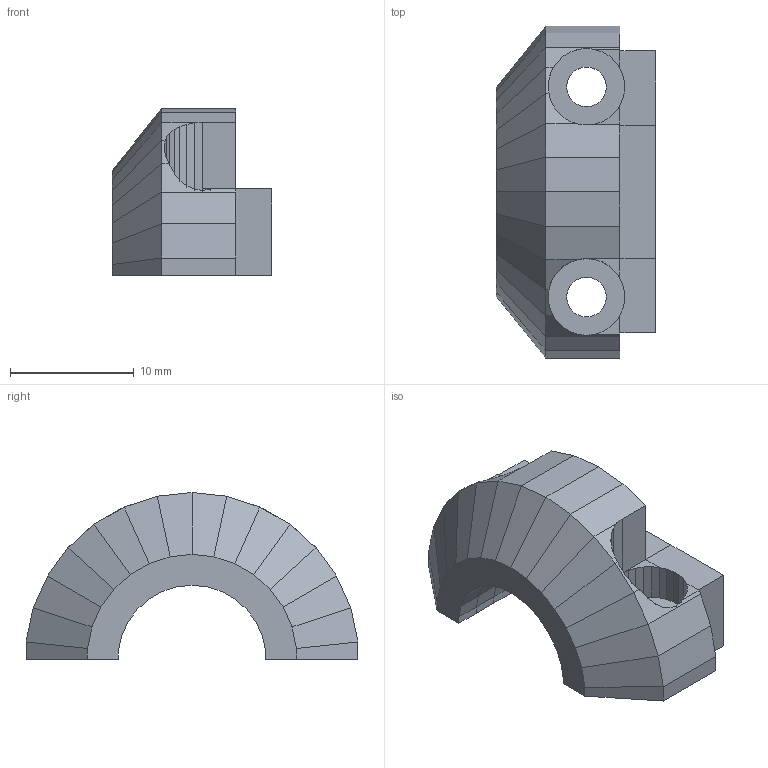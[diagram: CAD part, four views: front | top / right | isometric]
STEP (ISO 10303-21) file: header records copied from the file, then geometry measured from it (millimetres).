
FILE_DESCRIPTION(('FreeCAD Model'),'2;1');
FILE_NAME('Extruder-cable-clip_R3.step','2018-10-02T09:12:29',('Author'),(''), 'Open CASCADE STEP processor 6.8','FreeCAD','Unknown');
FILE_SCHEMA(('AUTOMOTIVE_DESIGN { 1 0 10303 214 1 1 1 1 }'));
Length unit declared in the file: millimetre
Products named in the file (1): difference002
Bounding box: 12.9 x 26.85 x 13.5 mm (x, y, z)
Volume: 1765.4 mm3; surface area: 1460.2 mm2
Topology: 1 solids, 1 shells, 330 faces, 867 edges, 539 vertices
Faces by surface type: plane 314, bspline 16
Entity records: 10005 total; most frequent: CARTESIAN_POINT 2000, ORIENTED_EDGE 1734, DIRECTION 1480, EDGE_CURVE 867, LINE 850, VECTOR 850, VERTEX_POINT 539, FACE_BOUND 334
